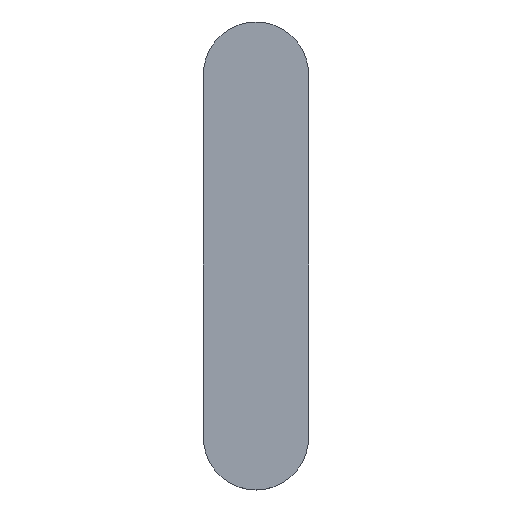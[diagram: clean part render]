
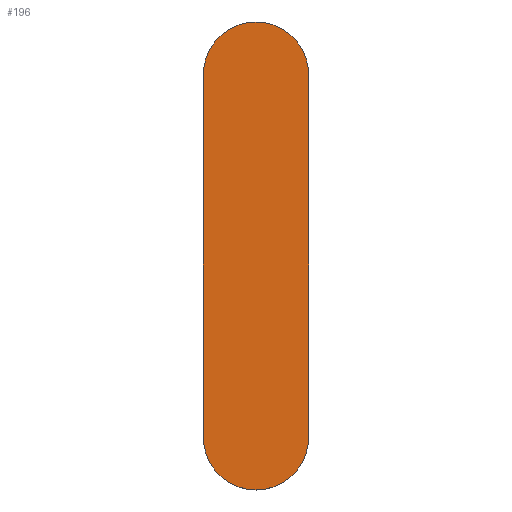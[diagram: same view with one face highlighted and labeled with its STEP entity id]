
A CAD part, top view. The second image highlights one B-rep face of the part: STEP entity #196.
In plain terms, the highlighted planar face has unit normal (0, 0, 1).
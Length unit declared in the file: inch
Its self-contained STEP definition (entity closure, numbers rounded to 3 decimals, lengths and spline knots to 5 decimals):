
#28=LINE('',#343,#40);
#31=LINE('',#351,#43);
#40=VECTOR('',#280,0.3937);
#43=VECTOR('',#289,0.3937);
#56=FACE_OUTER_BOUND('',#74,.T.);
#74=EDGE_LOOP('',(#153,#154,#155,#156));
#91=CIRCLE('',#234,0.07087);
#92=CIRCLE('',#236,0.07087);
#105=VERTEX_POINT('',#340);
#106=VERTEX_POINT('',#342);
#107=VERTEX_POINT('',#346);
#108=VERTEX_POINT('',#350);
#122=EDGE_CURVE('',#105,#106,#28,.T.);
#125=EDGE_CURVE('',#107,#105,#91,.T.);
#126=EDGE_CURVE('',#108,#107,#31,.T.);
#127=EDGE_CURVE('',#106,#108,#92,.T.);
#153=ORIENTED_EDGE('',*,*,#125,.F.);
#154=ORIENTED_EDGE('',*,*,#126,.F.);
#155=ORIENTED_EDGE('',*,*,#127,.F.);
#156=ORIENTED_EDGE('',*,*,#122,.F.);
#187=PLANE('',#235);
#196=ADVANCED_FACE('',(#56),#187,.T.);
#234=AXIS2_PLACEMENT_3D('',#348,#285,#286);
#235=AXIS2_PLACEMENT_3D('',#349,#287,#288);
#236=AXIS2_PLACEMENT_3D('',#352,#290,#291);
#280=DIRECTION('',(0.,1.,0.));
#285=DIRECTION('center_axis',(0.,0.,-1.));
#286=DIRECTION('ref_axis',(-0.707,-0.707,0.));
#287=DIRECTION('center_axis',(0.,0.,1.));
#288=DIRECTION('ref_axis',(1.,0.,0.));
#289=DIRECTION('',(0.,-1.,0.));
#290=DIRECTION('center_axis',(0.,0.,-1.));
#291=DIRECTION('ref_axis',(0.707,0.707,0.));
#340=CARTESIAN_POINT('',(1.36663,-0.24409,0.8125));
#342=CARTESIAN_POINT('',(1.36663,0.24409,0.8125));
#343=CARTESIAN_POINT('',(1.36663,-0.31496,0.8125));
#346=CARTESIAN_POINT('',(1.50837,-0.24409,0.8125));
#348=CARTESIAN_POINT('Origin',(1.4375,-0.24409,0.8125));
#349=CARTESIAN_POINT('Origin',(1.4375,0.,0.8125));
#350=CARTESIAN_POINT('',(1.50837,0.24409,0.8125));
#351=CARTESIAN_POINT('',(1.50837,0.31496,0.8125));
#352=CARTESIAN_POINT('Origin',(1.4375,0.24409,0.8125));
